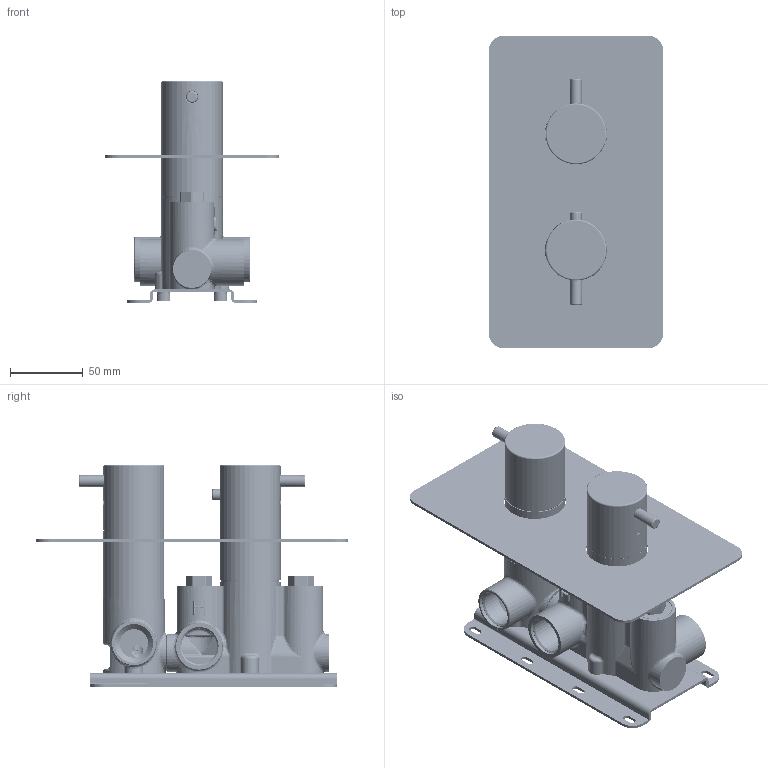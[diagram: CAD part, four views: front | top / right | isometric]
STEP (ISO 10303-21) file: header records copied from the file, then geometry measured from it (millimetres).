
FILE_DESCRIPTION (( 'STEP AP203' ), '1' );
FILE_NAME ('CO320_STEP_V10224.STEP', '2024-02-14T10:27:51', ( '' ), ( '' ), 'SwSTEP 2.0', 'SolidWorks 2019', '' );
FILE_SCHEMA (( 'CONFIG_CONTROL_DESIGN' ));
Products named in the file (5): VB020_PART_v10224; Classic SHOWER handles_v10224_Classic Thermostatic; Shower Plates_V10124_019_020; Classic SHOWER handles_v10224_Classic Diverter; CO320_STEP_V10224
Assembly tree (4 placements, depth 2):
  CO320_STEP_V10224
    Shower Plates_V10124_019_020
    Classic SHOWER handles_v10224_Classic Diverter
    Classic SHOWER handles_v10224_Classic Thermostatic
    VB020_PART_v10224
Bounding box: 120 x 215 x 152.8 mm (x, y, z)
Volume: 74680.6 mm3; surface area: 285122.1 mm2
Topology: 5 solids, 50 shells, 7235 faces, 20915 edges, 13710 vertices
Faces by surface type: cylinder 5580, plane 1004, cone 247, torus 206, bspline 161, sphere 37
Entity records: 377172 total; most frequent: CARTESIAN_POINT 197825, ORIENTED_EDGE 41728, DIRECTION 26594, EDGE_CURVE 20870, VERTEX_POINT 13705, EDGE_LOOP 11872, B_SPLINE_CURVE_WITH_KNOTS 10788, AXIS2_PLACEMENT_3D 9538
